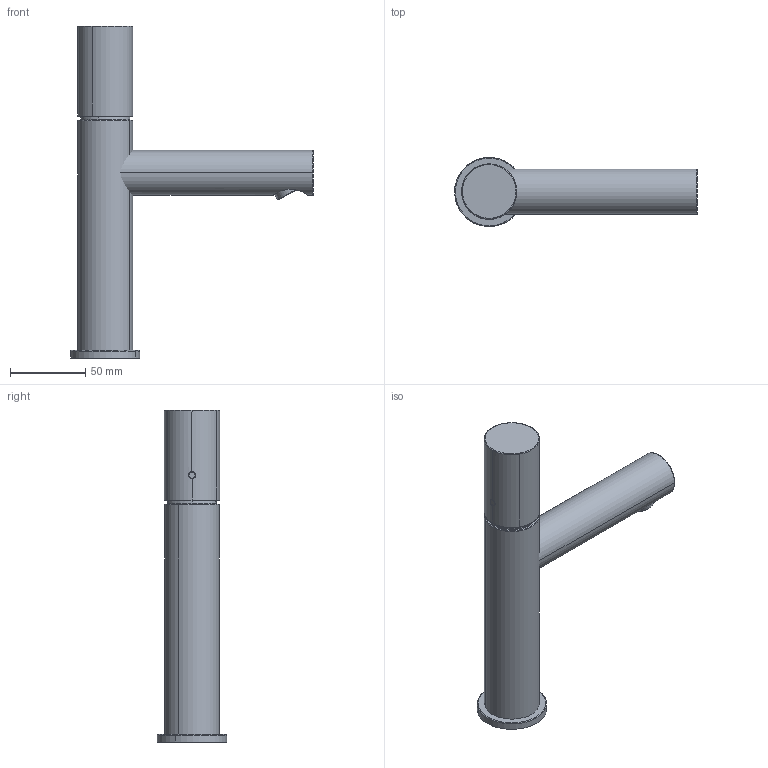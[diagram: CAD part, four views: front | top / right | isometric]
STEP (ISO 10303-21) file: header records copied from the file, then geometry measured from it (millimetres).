
FILE_DESCRIPTION(('CAx-IF Rec.Pracs.---Model Styling and Organization---1.2---2011-12-15','CAx-IF Rec.Pracs.---Geometric and Assembly Validation Properties---4.1---2014-06-16','CAx-IF Rec.Pracs.---PMI Polyline Presentation---2.0---2013-05-24'),'2;1');
FILE_NAME('1000110853_PPR_000.stp','2017-01-31T07:25:48+01:00',(''),(''),'STEP Interface 4.0.1101 by CT CoreTechnologie','3D_Evolution4.0.1101 by CT CoreTechnologie','');
FILE_SCHEMA(('AP203_CONFIGURATION_CONTROLLED_3D_DESIGN_OF_MECHANICAL_PARTS_AND_ASSEMBLIES_MIM_LF'));
Length unit declared in the file: millimetre
Products named in the file (12): P_2 AX Uno WTM 110 Zero o. Zugstange 1000110853_PPR_000_A0; P_2 Rosette_M25_Talis_S3 1000097901_PPA_000_A0; Gew.stift DIN913-M5x6-A2-Sicherungsfaden 1000069468_PPA_000_A0; P_2 Zerogriff WTM AXOR UNO³ 1000110788_PPR_000_A0; P_2 Huelse Zerogriff WTM AXOR UNO³ 1000110786_PPA_000_A0; Griffstopfen 1000005416_PPA_000_A1; P_2 Rosette Talis S2 Zweigriff-WTA 1000075229_PPA_000_A0; P_2 Auslauf einteilig Tube WTM AXOR UNO³ 1000110778_PPA_000_A0; P_2 GK_WTM_100_o.Z._AXOR UNO³ 1000110616_PPA_000_A0; P_2 Huelse WTM AXOR UNO³ 1000110779_PPA_000_A0; SR_CA-M16,5x1_HC_1,5gpm-lam_gruen-weiss 1000051585_PPR_000_A0; SR_CA-M16,5x1_HC_1,5gpm-lam_gruen-weiss 1000051586_PPA_000_A0
Assembly tree (11 placements, depth 3):
  P_2 AX Uno WTM 110 Zero o. Zugstange 1000110853_PPR_000_A0
    P_2 Rosette_M25_Talis_S3 1000097901_PPA_000_A0
    Gew.stift DIN913-M5x6-A2-Sicherungsfaden 1000069468_PPA_000_A0
    P_2 Zerogriff WTM AXOR UNO³ 1000110788_PPR_000_A0
      P_2 Huelse Zerogriff WTM AXOR UNO³ 1000110786_PPA_000_A0
    Griffstopfen 1000005416_PPA_000_A1
    P_2 Rosette Talis S2 Zweigriff-WTA 1000075229_PPA_000_A0
    P_2 Auslauf einteilig Tube WTM AXOR UNO³ 1000110778_PPA_000_A0
    P_2 GK_WTM_100_o.Z._AXOR UNO³ 1000110616_PPA_000_A0
    P_2 Huelse WTM AXOR UNO³ 1000110779_PPA_000_A0
    SR_CA-M16,5x1_HC_1,5gpm-lam_gruen-weiss 1000051585_PPR_000_A0
      SR_CA-M16,5x1_HC_1,5gpm-lam_gruen-weiss 1000051586_PPA_000_A0
Bounding box: 161.24 x 45.99 x 220.5 mm (x, y, z)
Volume: 331818.3 mm3; surface area: 54421.9 mm2
Topology: 10 solids, 10 shells, 795 faces, 1979 edges, 1269 vertices
Faces by surface type: plane 585, bspline 111, cylinder 99
Entity records: 36440 total; most frequent: CARTESIAN_POINT 8571, ORIENTED_EDGE 3950, DIRECTION 3754, EDGE_CURVE 1975, VECTOR 1522, LINE 1522, VERTEX_POINT 1269, AXIS2_PLACEMENT_3D 1116
